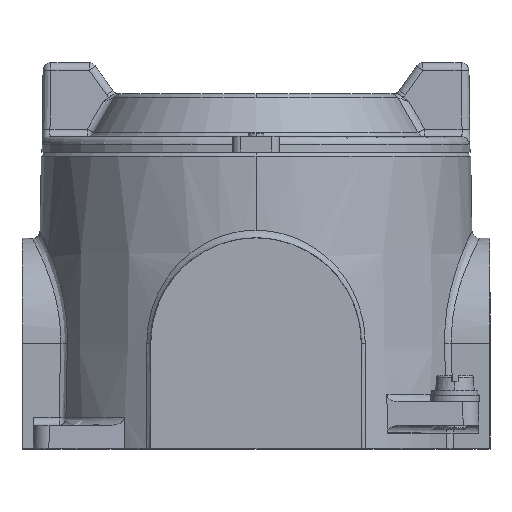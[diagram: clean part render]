
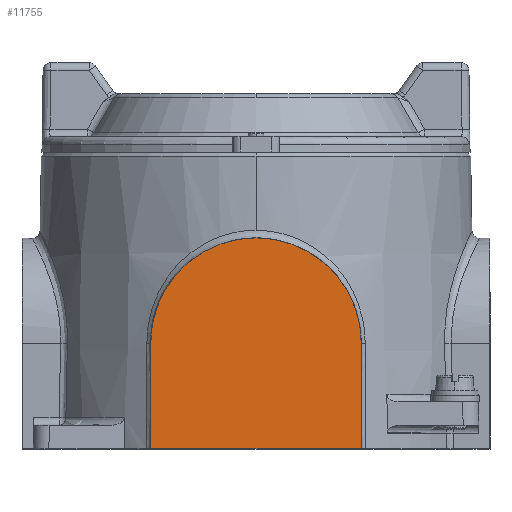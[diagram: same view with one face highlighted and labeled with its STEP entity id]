
A CAD part, top view. The second image highlights one B-rep face of the part: STEP entity #11755.
In plain terms, the highlighted planar face has unit normal (0, 0, 1).
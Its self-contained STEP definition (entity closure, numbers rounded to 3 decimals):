
#12 = DIRECTION ( 'NONE',  ( -1., 0., 0. ) ) ;
#148 = CARTESIAN_POINT ( 'NONE',  ( 27., 0., 60. ) ) ;
#367 = LINE ( 'NONE', #148, #5516 ) ;
#427 = CARTESIAN_POINT ( 'NONE',  ( 27., 27., 60. ) ) ;
#619 = EDGE_CURVE ( 'NONE', #3636, #7606, #8598, .T. ) ;
#700 = VECTOR ( 'NONE', #12, 1000. ) ;
#1334 = FACE_OUTER_BOUND ( 'NONE', #9441, .T. ) ;
#1357 = ORIENTED_EDGE ( 'NONE', *, *, #4573, .F. ) ;
#2507 = VECTOR ( 'NONE', #10227, 1000. ) ;
#2837 = ORIENTED_EDGE ( 'NONE', *, *, #11931, .F. ) ;
#2934 = CARTESIAN_POINT ( 'NONE',  ( -27., 0., 60. ) ) ;
#3289 = DIRECTION ( 'NONE',  ( 0., 0., -1. ) ) ;
#3636 = VERTEX_POINT ( 'NONE', #6416 ) ;
#3741 = CARTESIAN_POINT ( 'NONE',  ( 27., 0., 60. ) ) ;
#4573 = EDGE_CURVE ( 'NONE', #5687, #3636, #11321, .T. ) ;
#4928 = PLANE ( 'NONE',  #10771 ) ;
#5381 = AXIS2_PLACEMENT_3D ( 'NONE', #9446, #3289, #10479 ) ;
#5516 = VECTOR ( 'NONE', #10411, 1000. ) ;
#5687 = VERTEX_POINT ( 'NONE', #3741 ) ;
#5912 = CARTESIAN_POINT ( 'NONE',  ( -27., 27., 60. ) ) ;
#5948 = DIRECTION ( 'NONE',  ( 1., 0., 0. ) ) ;
#6397 = ORIENTED_EDGE ( 'NONE', *, *, #619, .F. ) ;
#6416 = CARTESIAN_POINT ( 'NONE',  ( -27., 0., 60. ) ) ;
#7361 = EDGE_CURVE ( 'NONE', #7606, #12089, #8958, .T. ) ;
#7606 = VERTEX_POINT ( 'NONE', #5912 ) ;
#7968 = CARTESIAN_POINT ( 'NONE',  ( 0., 27., 60. ) ) ;
#8598 = LINE ( 'NONE', #2934, #2507 ) ;
#8958 = CIRCLE ( 'NONE', #5381, 27. ) ;
#9441 = EDGE_LOOP ( 'NONE', ( #2837, #11958, #6397, #1357 ) ) ;
#9446 = CARTESIAN_POINT ( 'NONE',  ( 0., 27., 60. ) ) ;
#9491 = CARTESIAN_POINT ( 'NONE',  ( 27., 0., 60. ) ) ;
#10227 = DIRECTION ( 'NONE',  ( 0., 1., 0. ) ) ;
#10411 = DIRECTION ( 'NONE',  ( 0., -1., 0. ) ) ;
#10479 = DIRECTION ( 'NONE',  ( 1., 0., 0. ) ) ;
#10771 = AXIS2_PLACEMENT_3D ( 'NONE', #7968, #12141, #5948 ) ;
#11321 = LINE ( 'NONE', #9491, #700 ) ;
#11755 = ADVANCED_FACE ( 'NONE', ( #1334 ), #4928, .T. ) ;
#11931 = EDGE_CURVE ( 'NONE', #12089, #5687, #367, .T. ) ;
#11958 = ORIENTED_EDGE ( 'NONE', *, *, #7361, .F. ) ;
#12089 = VERTEX_POINT ( 'NONE', #427 ) ;
#12141 = DIRECTION ( 'NONE',  ( 0., 0., 1. ) ) ;
